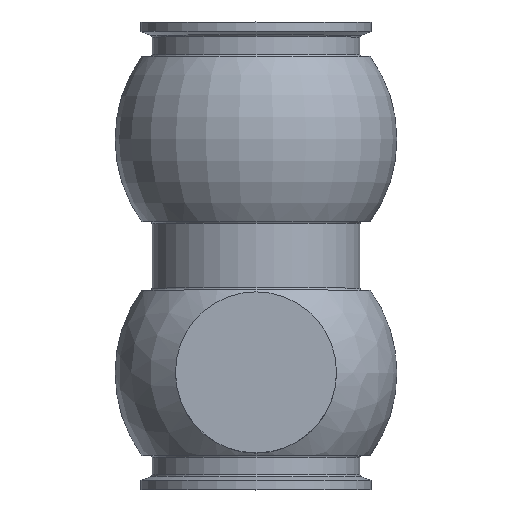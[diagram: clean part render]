
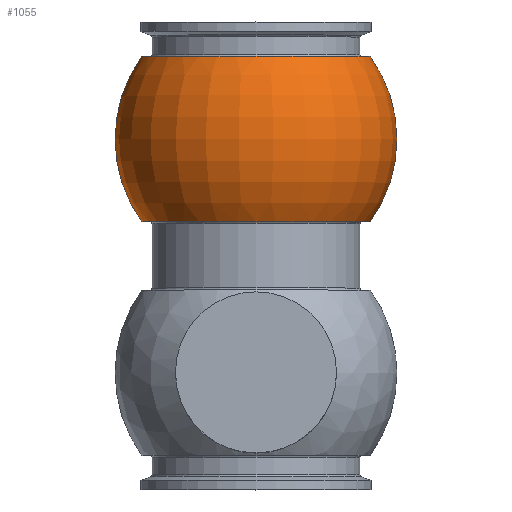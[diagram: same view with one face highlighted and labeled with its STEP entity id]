
A CAD part, top view. The second image highlights one B-rep face of the part: STEP entity #1055.
In plain terms, the highlighted toroidal (fillet/blend) face has major radius 0 mm and minor radius 55.55 mm.
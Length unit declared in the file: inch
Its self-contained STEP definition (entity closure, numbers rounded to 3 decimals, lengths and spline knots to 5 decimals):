
#11 = FACE_OUTER_BOUND ( 'NONE', #775, .T. ) ;
#17 = TOROIDAL_SURFACE ( 'NONE', #998, 0., 2.187 ) ;
#93 = AXIS2_PLACEMENT_3D ( 'NONE', #961, #295, #904 ) ;
#97 = AXIS2_PLACEMENT_3D ( 'NONE', #1207, #896, #1263 ) ;
#99 = CIRCLE ( 'NONE', #93, 2.187 ) ;
#101 = AXIS2_PLACEMENT_3D ( 'NONE', #1046, #447, #624 ) ;
#102 = CIRCLE ( 'NONE', #101, 2.187 ) ;
#104 = CIRCLE ( 'NONE', #108, 1.7708 ) ;
#108 = AXIS2_PLACEMENT_3D ( 'NONE', #1057, #312, #1005 ) ;
#114 = CIRCLE ( 'NONE', #97, 1.77072 ) ;
#295 = DIRECTION ( 'NONE',  ( 0., 0., -1. ) ) ;
#312 = DIRECTION ( 'NONE',  ( 0., 1., 0. ) ) ;
#325 = CARTESIAN_POINT ( 'NONE',  ( 0., -1.81455, 0. ) ) ;
#349 = ORIENTED_EDGE ( 'NONE', *, *, #592, .T. ) ;
#403 = VERTEX_POINT ( 'NONE', #485 ) ;
#447 = DIRECTION ( 'NONE',  ( 0., 0., 1. ) ) ;
#485 = CARTESIAN_POINT ( 'NONE',  ( -1.7708, -3.098, 0. ) ) ;
#559 = ORIENTED_EDGE ( 'NONE', *, *, #596, .T. ) ;
#587 = VERTEX_POINT ( 'NONE', #921 ) ;
#592 = EDGE_CURVE ( 'NONE', #403, #587, #104, .T. ) ;
#596 = EDGE_CURVE ( 'NONE', #587, #913, #102, .T. ) ;
#598 = EDGE_CURVE ( 'NONE', #729, #913, #114, .T. ) ;
#607 = EDGE_CURVE ( 'NONE', #403, #729, #99, .T. ) ;
#618 = ORIENTED_EDGE ( 'NONE', *, *, #607, .F. ) ;
#624 = DIRECTION ( 'NONE',  ( 1., 0., 0. ) ) ;
#729 = VERTEX_POINT ( 'NONE', #931 ) ;
#775 = EDGE_LOOP ( 'NONE', ( #349, #559, #892, #618 ) ) ;
#892 = ORIENTED_EDGE ( 'NONE', *, *, #598, .F. ) ;
#896 = DIRECTION ( 'NONE',  ( 0., 1., 0. ) ) ;
#904 = DIRECTION ( 'NONE',  ( -1., 0., 0. ) ) ;
#913 = VERTEX_POINT ( 'NONE', #1167 ) ;
#921 = CARTESIAN_POINT ( 'NONE',  ( 1.7708, -3.098, 0. ) ) ;
#931 = CARTESIAN_POINT ( 'NONE',  ( -1.77072, -0.531, 0. ) ) ;
#961 = CARTESIAN_POINT ( 'NONE',  ( 0., -1.81455, 0. ) ) ;
#981 = DIRECTION ( 'NONE',  ( 0., 1., 0. ) ) ;
#998 = AXIS2_PLACEMENT_3D ( 'NONE', #325, #981, #1278 ) ;
#1005 = DIRECTION ( 'NONE',  ( -1., 0., 0. ) ) ;
#1046 = CARTESIAN_POINT ( 'NONE',  ( 0., -1.81455, 0. ) ) ;
#1055 = ADVANCED_FACE ( 'NONE', ( #11 ), #17, .T. ) ;
#1057 = CARTESIAN_POINT ( 'NONE',  ( 0., -3.098, 0. ) ) ;
#1167 = CARTESIAN_POINT ( 'NONE',  ( 1.77072, -0.531, 0. ) ) ;
#1207 = CARTESIAN_POINT ( 'NONE',  ( 0., -0.531, 0. ) ) ;
#1263 = DIRECTION ( 'NONE',  ( -1., 0., 0. ) ) ;
#1278 = DIRECTION ( 'NONE',  ( -1., 0., 0. ) ) ;
